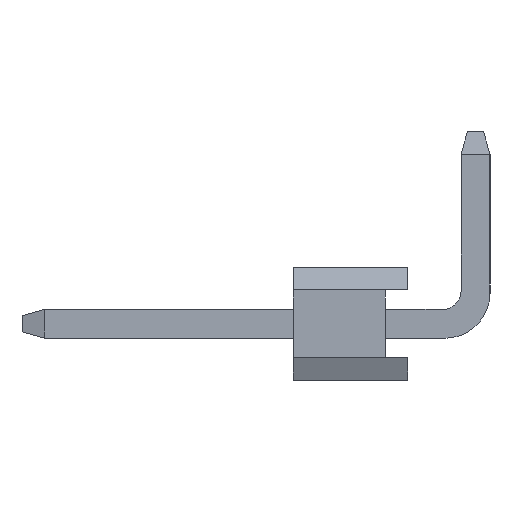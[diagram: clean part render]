
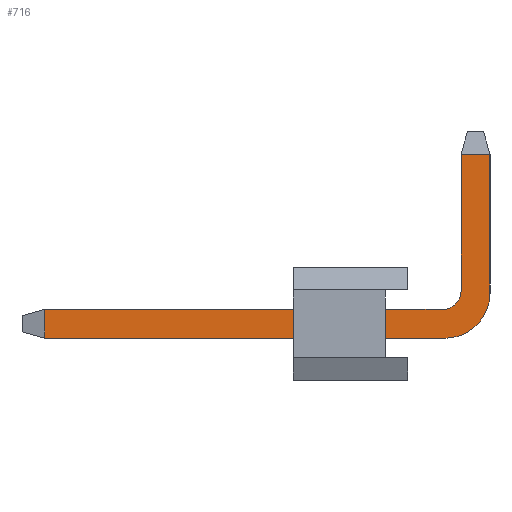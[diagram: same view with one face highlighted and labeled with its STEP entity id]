
A CAD part, left-side view. The second image highlights one B-rep face of the part: STEP entity #716.
In plain terms, the highlighted face is planar.
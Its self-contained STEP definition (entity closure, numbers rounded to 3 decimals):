
#716 = ADVANCED_FACE( '', ( #1419 ), #1420, .T. );
#1419 = FACE_OUTER_BOUND( '', #2159, .T. );
#1420 = PLANE( '', #2160 );
#2159 = EDGE_LOOP( '', ( #3838, #3839, #3840, #3841, #3842, #3843, #3844, #3845 ) );
#2160 = AXIS2_PLACEMENT_3D( '', #3846, #3847, #3848 );
#3838 = ORIENTED_EDGE( '', *, *, #5435, .T. );
#3839 = ORIENTED_EDGE( '', *, *, #5237, .F. );
#3840 = ORIENTED_EDGE( '', *, *, #5309, .T. );
#3841 = ORIENTED_EDGE( '', *, *, #5121, .F. );
#3842 = ORIENTED_EDGE( '', *, *, #5438, .T. );
#3843 = ORIENTED_EDGE( '', *, *, #5350, .T. );
#3844 = ORIENTED_EDGE( '', *, *, #5268, .T. );
#3845 = ORIENTED_EDGE( '', *, *, #5439, .T. );
#3846 = CARTESIAN_POINT( '', ( 1., 1., 0.64 ) );
#3847 = DIRECTION( '', ( 0., 0., 1. ) );
#3848 = DIRECTION( '', ( 1., 0., 0. ) );
#5121 = EDGE_CURVE( '', #6326, #6328, #6329, .T. );
#5237 = EDGE_CURVE( '', #6292, #6496, #6500, .T. );
#5268 = EDGE_CURVE( '', #6545, #6543, #6546, .T. );
#5309 = EDGE_CURVE( '', #6292, #6328, #6604, .T. );
#5350 = EDGE_CURVE( '', #6654, #6545, #6660, .T. );
#5435 = EDGE_CURVE( '', #6767, #6496, #6768, .T. );
#5438 = EDGE_CURVE( '', #6326, #6654, #6771, .T. );
#5439 = EDGE_CURVE( '', #6543, #6767, #6772, .T. );
#6292 = VERTEX_POINT( '', #7978 );
#6326 = VERTEX_POINT( '', #8027 );
#6328 = VERTEX_POINT( '', #8030 );
#6329 = CIRCLE( '', #8031, 0.4 );
#6496 = VERTEX_POINT( '', #8283 );
#6500 = LINE( '', #8289, #8290 );
#6543 = VERTEX_POINT( '', #8354 );
#6545 = VERTEX_POINT( '', #8357 );
#6546 = LINE( '', #8358, #8359 );
#6604 = LINE( '', #8446, #8447 );
#6654 = VERTEX_POINT( '', #8522 );
#6660 = LINE( '', #8531, #8532 );
#6767 = VERTEX_POINT( '', #8695 );
#6768 = LINE( '', #8696, #8697 );
#6771 = LINE( '', #8701, #8702 );
#6772 = CIRCLE( '', #8703, 1. );
#7978 = CARTESIAN_POINT( '', ( 4.07, 0.64, 0.64 ) );
#8027 = CARTESIAN_POINT( '', ( 0.64, 1.04, 0.64 ) );
#8030 = CARTESIAN_POINT( '', ( 1.04, 0.64, 0.64 ) );
#8031 = AXIS2_PLACEMENT_3D( '', #9355, #9356, #9357 );
#8283 = CARTESIAN_POINT( '', ( 4.07, 0., 0.64 ) );
#8289 = CARTESIAN_POINT( '', ( 4.07, 0.64, 0.64 ) );
#8290 = VECTOR( '', #9448, 1000. );
#8354 = CARTESIAN_POINT( '', ( 0., 1., 0.64 ) );
#8357 = CARTESIAN_POINT( '', ( 0., 9.86, 0.64 ) );
#8358 = CARTESIAN_POINT( '', ( 0., 4.36, 0.64 ) );
#8359 = VECTOR( '', #9471, 1000. );
#8446 = CARTESIAN_POINT( '', ( 4.07, 0.64, 0.64 ) );
#8447 = VECTOR( '', #9501, 1000. );
#8522 = CARTESIAN_POINT( '', ( 0.64, 9.86, 0.64 ) );
#8531 = CARTESIAN_POINT( '', ( 0.64, 9.86, 0.64 ) );
#8532 = VECTOR( '', #9530, 1000. );
#8695 = CARTESIAN_POINT( '', ( 1., 0., 0.64 ) );
#8696 = CARTESIAN_POINT( '', ( 1., 0., 0.64 ) );
#8697 = VECTOR( '', #9587, 1000. );
#8701 = CARTESIAN_POINT( '', ( 0.64, 1.04, 0.64 ) );
#8702 = VECTOR( '', #9589, 1000. );
#8703 = AXIS2_PLACEMENT_3D( '', #9590, #9591, #9592 );
#9355 = CARTESIAN_POINT( '', ( 1.04, 1.04, 0.64 ) );
#9356 = DIRECTION( '', ( 0., 0., 1. ) );
#9357 = DIRECTION( '', ( 1., 0., 0. ) );
#9448 = DIRECTION( '', ( 0., -1., 0. ) );
#9471 = DIRECTION( '', ( 0., -1., 0. ) );
#9501 = DIRECTION( '', ( -1., 0., 0. ) );
#9530 = DIRECTION( '', ( -1., 0., 0. ) );
#9587 = DIRECTION( '', ( 1., 0., 0. ) );
#9589 = DIRECTION( '', ( 0., 1., 0. ) );
#9590 = CARTESIAN_POINT( '', ( 1., 1., 0.64 ) );
#9591 = DIRECTION( '', ( 0., 0., 1. ) );
#9592 = DIRECTION( '', ( 1., 0., 0. ) );
